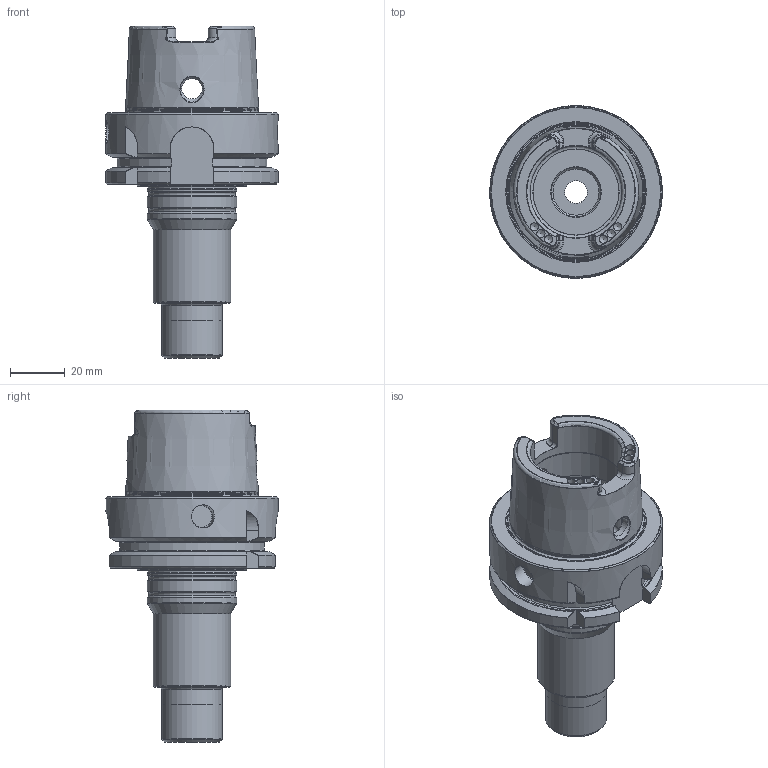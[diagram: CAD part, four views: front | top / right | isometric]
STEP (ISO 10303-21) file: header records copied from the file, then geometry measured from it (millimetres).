
FILE_DESCRIPTION(/* description */ (''),/* implementation_level */ '2;1');
FILE_NAME(/* name */ '456311650.stp',/* time_stamp */ '2021-01-08T12:41:26',/* author */ ('LRA'),/* organization */ ('REGO-FIX'),/* preprocessor_version */ ' Unknown',/* originating_system */ 'SIEMENS PLM Software Solid Edge ST10',/* authorization */ 'Unknown');
FILE_SCHEMA (('AUTOMOTIVE_DESIGN { 1 0 10303 214 2 1 1}'));
Length unit declared in the file: millimetre
Products named in the file (1): NOCUT
Bounding box: 63.3 x 63.3 x 121.7 mm (x, y, z)
Volume: 227890.2 mm3; surface area: 60749.7 mm2
Topology: 2 solids, 2 shells, 308 faces, 803 edges, 509 vertices
Faces by surface type: plane 88, cylinder 87, cone 83, torus 50
Full cylindrical faces by diameter (mm): 3 x12, 7.5 x4, 8.376 x2, 8.4 x2, 8.5 x2, 10 x2, 10.5 x2, 16.917 x2, 20 x2, 22 x2, 22.3 x1, 28 x1, 28.3 x1, 32.5 x3, 32.8 x3, 33.7 x2, 34 x2, 40 x2, 48.129 x1, 48.43 x1, 63 x1, 63.3 x1
Entity records: 10923 total; most frequent: CARTESIAN_POINT 2216, DIRECTION 1336, ORIENTED_EDGE 1206, EDGE_CURVE 603, AXIS2_PLACEMENT_3D 582, FACE_BOUND 476, EDGE_LOOP 464, VERTEX_POINT 457
